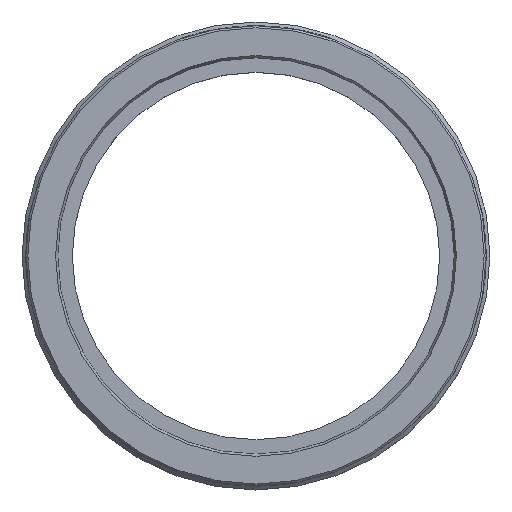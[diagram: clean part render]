
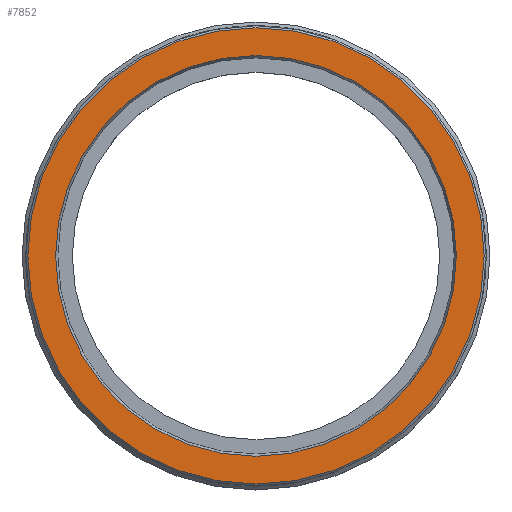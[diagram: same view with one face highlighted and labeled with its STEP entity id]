
A CAD part, top view. The second image highlights one B-rep face of the part: STEP entity #7852.
In plain terms, the highlighted planar face has unit normal (0, 0, 1).
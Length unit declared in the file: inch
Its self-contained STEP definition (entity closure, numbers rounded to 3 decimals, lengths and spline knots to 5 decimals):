
#179=PLANE('',#8446);
#443=FACE_BOUND('',#1209,.T.);
#759=FACE_OUTER_BOUND('',#1208,.T.);
#1208=EDGE_LOOP('',(#5416));
#1209=EDGE_LOOP('',(#5417));
#2794=CIRCLE('',#8290,0.59);
#2931=CIRCLE('',#8440,0.51827);
#3121=VERTEX_POINT('',#10721);
#3429=VERTEX_POINT('',#13550);
#3902=EDGE_CURVE('',#3121,#3121,#2794,.T.);
#4218=EDGE_CURVE('',#3429,#3429,#2931,.T.);
#5416=ORIENTED_EDGE('',*,*,#3902,.T.);
#5417=ORIENTED_EDGE('',*,*,#4218,.F.);
#7852=ADVANCED_FACE('',(#759,#443),#179,.F.);
#8290=AXIS2_PLACEMENT_3D('',#10723,#8918,#8919);
#8440=AXIS2_PLACEMENT_3D('',#13552,#9309,#9310);
#8446=AXIS2_PLACEMENT_3D('',#13562,#9323,#9324);
#8918=DIRECTION('center_axis',(0.,0.,1.));
#8919=DIRECTION('ref_axis',(0.,1.,0.));
#9309=DIRECTION('center_axis',(0.,0.,1.));
#9310=DIRECTION('ref_axis',(0.,-1.,0.));
#9323=DIRECTION('center_axis',(0.,0.,-1.));
#9324=DIRECTION('ref_axis',(0.,1.,0.));
#10721=CARTESIAN_POINT('',(0.84463,0.77196,1.10694));
#10723=CARTESIAN_POINT('Origin',(0.25463,0.77196,1.10694));
#13550=CARTESIAN_POINT('',(0.25463,1.29023,1.10694));
#13552=CARTESIAN_POINT('Origin',(0.25463,0.77196,1.10694));
#13562=CARTESIAN_POINT('Origin',(0.25463,1.36696,1.10694));
